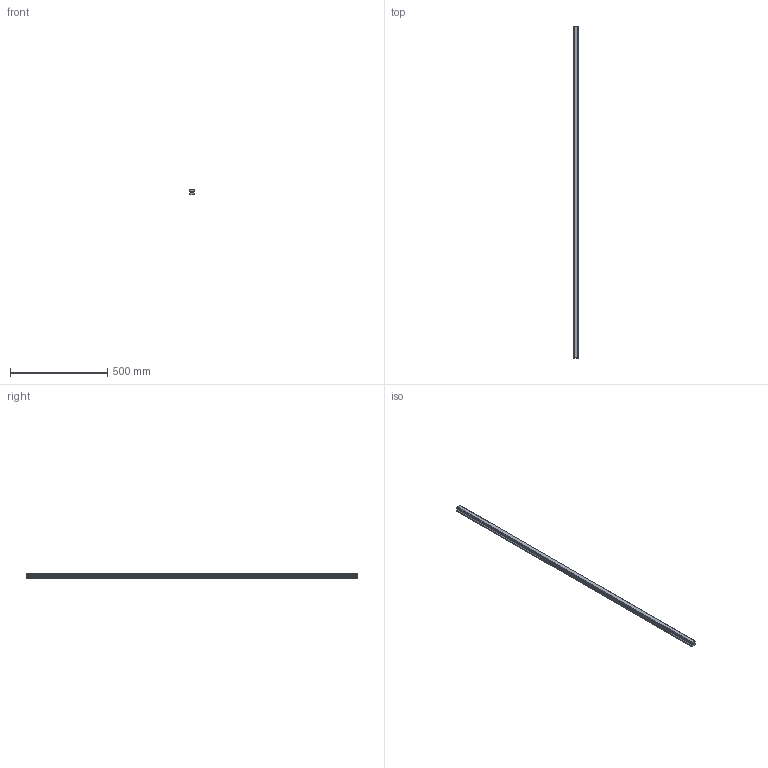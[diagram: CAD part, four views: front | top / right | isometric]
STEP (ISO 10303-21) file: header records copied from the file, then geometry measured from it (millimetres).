
FILE_DESCRIPTION(('STEP AP214'),'1');
FILE_NAME('cctmp_BAD15E0C-3C17-4BAB-BAA5-2D6430F950A0_2021_01_26_12_54_25_0188..stp','2021-01-26T11:54:25',('HIWIN GmbH'),('CADClick - www.CADClick.com'),'Spatial InterOp 3D',' ','unknown authorization');
FILE_SCHEMA(('AUTOMOTIVE_DESIGN'));
Length unit declared in the file: millimetre
Products named in the file (1): HGR30T1710C_FILE
Bounding box: 28 x 1710 x 26 mm (x, y, z)
Volume: 1036987.5 mm3; surface area: 197453 mm2
Topology: 1 solids, 1 shells, 203 faces, 547 edges, 328 vertices
Faces by surface type: plane 93, cylinder 66, cone 44
Entity records: 7641 total; most frequent: DIRECTION 1043, CARTESIAN_POINT 1035, ORIENTED_EDGE 1006, EDGE_CURVE 503, LINE 371, VECTOR 371, AXIS2_PLACEMENT_3D 336, VERTEX_POINT 328
